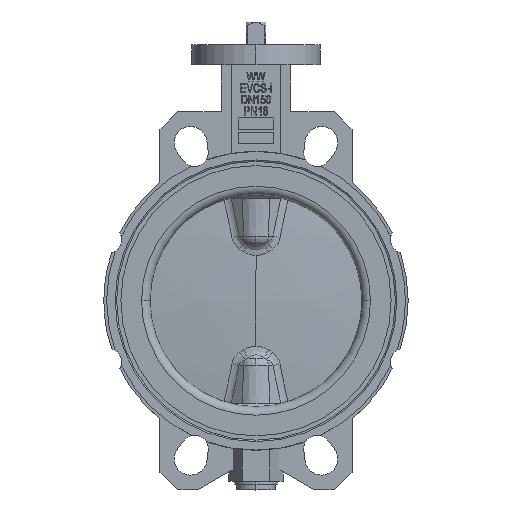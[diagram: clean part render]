
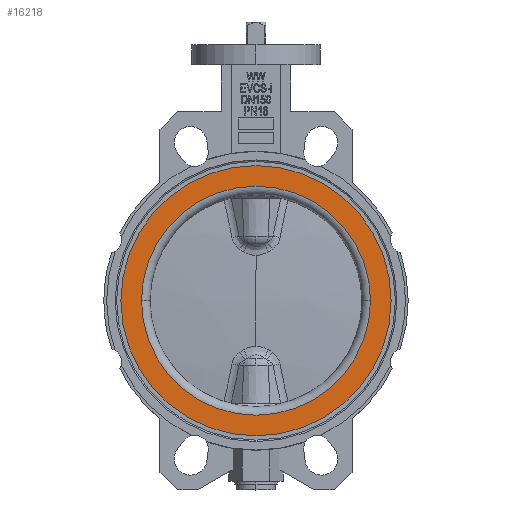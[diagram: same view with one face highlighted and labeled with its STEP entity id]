
A CAD part, top view. The second image highlights one B-rep face of the part: STEP entity #16218.
In plain terms, the highlighted planar face has unit normal (0, 0, 1).
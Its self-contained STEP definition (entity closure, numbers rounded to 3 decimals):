
#1107 = AXIS2_PLACEMENT_3D ( 'NONE', #1146, #12984, #11028 ) ;
#1146 = CARTESIAN_POINT ( 'NONE',  ( 0., 0., 29. ) ) ;
#1452 = EDGE_CURVE ( 'NONE', #18352, #12439, #5642, .T. ) ;
#1762 = CARTESIAN_POINT ( 'NONE',  ( 95., 0., 29. ) ) ;
#1896 = CIRCLE ( 'NONE', #20733, 80.5 ) ;
#3107 = DIRECTION ( 'NONE',  ( 0., 0., 1. ) ) ;
#4214 = FACE_OUTER_BOUND ( 'NONE', #17353, .T. ) ;
#4290 = EDGE_CURVE ( 'NONE', #19907, #19317, #1896, .T. ) ;
#5642 = CIRCLE ( 'NONE', #1107, 95. ) ;
#6584 = AXIS2_PLACEMENT_3D ( 'NONE', #13465, #23869, #14082 ) ;
#7240 = CARTESIAN_POINT ( 'NONE',  ( 0., 0., 29. ) ) ;
#7717 = EDGE_CURVE ( 'NONE', #12439, #18352, #21385, .T. ) ;
#9535 = ORIENTED_EDGE ( 'NONE', *, *, #1452, .T. ) ;
#9925 = FACE_BOUND ( 'NONE', #18697, .T. ) ;
#10651 = ORIENTED_EDGE ( 'NONE', *, *, #4290, .F. ) ;
#11028 = DIRECTION ( 'NONE',  ( 1., 0., 0. ) ) ;
#11376 = DIRECTION ( 'NONE',  ( 1., 0., 0. ) ) ;
#12439 = VERTEX_POINT ( 'NONE', #1762 ) ;
#12984 = DIRECTION ( 'NONE',  ( 0., 0., 1. ) ) ;
#13274 = DIRECTION ( 'NONE',  ( 1., 0., 0. ) ) ;
#13465 = CARTESIAN_POINT ( 'NONE',  ( 0., 80.5, 29. ) ) ;
#13486 = ORIENTED_EDGE ( 'NONE', *, *, #14203, .F. ) ;
#14082 = DIRECTION ( 'NONE',  ( -1., 0., 0. ) ) ;
#14203 = EDGE_CURVE ( 'NONE', #19317, #19907, #25112, .T. ) ;
#15283 = DIRECTION ( 'NONE',  ( 1., 0., 0. ) ) ;
#15372 = DIRECTION ( 'NONE',  ( 0., 0., 1. ) ) ;
#15982 = AXIS2_PLACEMENT_3D ( 'NONE', #7240, #15372, #15283 ) ;
#16218 = ADVANCED_FACE ( 'NONE', ( #9925, #4214 ), #21577, .F. ) ;
#17047 = CARTESIAN_POINT ( 'NONE',  ( -95., 0., 29. ) ) ;
#17353 = EDGE_LOOP ( 'NONE', ( #20531, #9535 ) ) ;
#17448 = CARTESIAN_POINT ( 'NONE',  ( 0., 0., 29. ) ) ;
#18352 = VERTEX_POINT ( 'NONE', #17047 ) ;
#18697 = EDGE_LOOP ( 'NONE', ( #10651, #13486 ) ) ;
#18969 = CARTESIAN_POINT ( 'NONE',  ( -80.5, 0., 29. ) ) ;
#19317 = VERTEX_POINT ( 'NONE', #18969 ) ;
#19361 = AXIS2_PLACEMENT_3D ( 'NONE', #17448, #19605, #13274 ) ;
#19605 = DIRECTION ( 'NONE',  ( 0., 0., 1. ) ) ;
#19907 = VERTEX_POINT ( 'NONE', #21541 ) ;
#20531 = ORIENTED_EDGE ( 'NONE', *, *, #7717, .T. ) ;
#20733 = AXIS2_PLACEMENT_3D ( 'NONE', #23738, #3107, #11376 ) ;
#21385 = CIRCLE ( 'NONE', #19361, 95. ) ;
#21541 = CARTESIAN_POINT ( 'NONE',  ( 80.5, 0., 29. ) ) ;
#21577 = PLANE ( 'NONE',  #6584 ) ;
#23738 = CARTESIAN_POINT ( 'NONE',  ( 0., 0., 29. ) ) ;
#23869 = DIRECTION ( 'NONE',  ( 0., 0., -1. ) ) ;
#25112 = CIRCLE ( 'NONE', #15982, 80.5 ) ;
